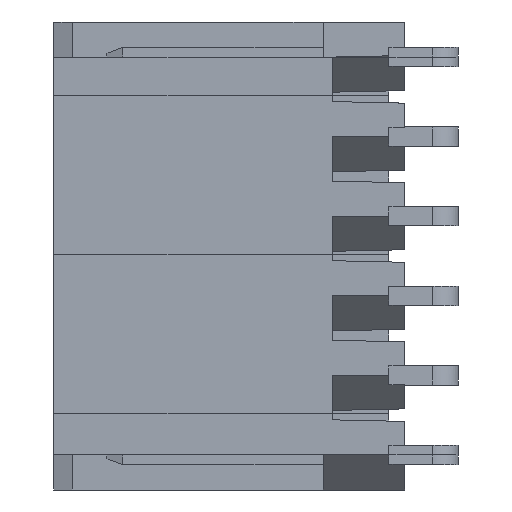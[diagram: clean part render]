
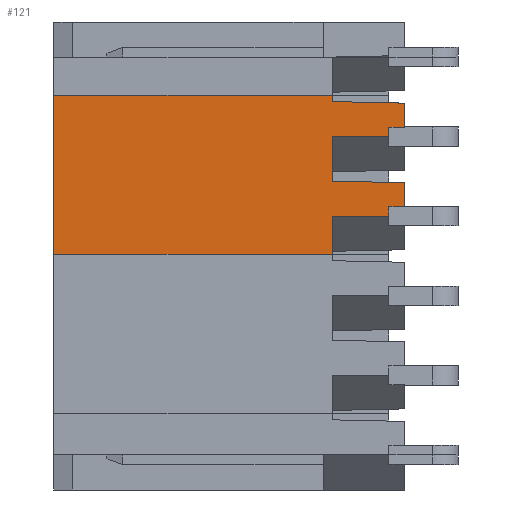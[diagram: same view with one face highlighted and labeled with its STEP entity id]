
A CAD part, left-side view. The second image highlights one B-rep face of the part: STEP entity #121.
In plain terms, the highlighted planar face has unit normal (-1, 0, 0).
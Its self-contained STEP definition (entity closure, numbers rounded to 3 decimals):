
#121=ADVANCED_FACE('',(#504),#6118,.T.);
#504=FACE_OUTER_BOUND('',#889,.T.);
#889=EDGE_LOOP('',(#1676,#1677,#1678,#1679,#1680,#1681,#1682,#1683,#1684,
#1685,#1686,#1687,#1688,#1689,#1690,#1691));
#1676=ORIENTED_EDGE('',*,*,#3569,.T.);
#1677=ORIENTED_EDGE('',*,*,#3339,.T.);
#1678=ORIENTED_EDGE('',*,*,#3296,.T.);
#1679=ORIENTED_EDGE('',*,*,#3340,.T.);
#1680=ORIENTED_EDGE('',*,*,#3341,.T.);
#1681=ORIENTED_EDGE('',*,*,#3454,.T.);
#1682=ORIENTED_EDGE('',*,*,#3342,.T.);
#1683=ORIENTED_EDGE('',*,*,#3343,.T.);
#1684=ORIENTED_EDGE('',*,*,#3318,.T.);
#1685=ORIENTED_EDGE('',*,*,#3344,.T.);
#1686=ORIENTED_EDGE('',*,*,#3345,.T.);
#1687=ORIENTED_EDGE('',*,*,#3352,.T.);
#1688=ORIENTED_EDGE('',*,*,#3346,.T.);
#1689=ORIENTED_EDGE('',*,*,#3534,.F.);
#1690=ORIENTED_EDGE('',*,*,#3568,.T.);
#1691=ORIENTED_EDGE('',*,*,#3535,.F.);
#3296=EDGE_CURVE('',#5381,#5380,#4374,.T.);
#3318=EDGE_CURVE('',#5372,#5400,#4396,.T.);
#3339=EDGE_CURVE('',#5419,#5381,#4417,.T.);
#3340=EDGE_CURVE('',#5380,#5420,#4418,.T.);
#3341=EDGE_CURVE('',#5420,#5421,#4419,.T.);
#3342=EDGE_CURVE('',#5422,#5423,#4420,.T.);
#3343=EDGE_CURVE('',#5423,#5372,#4421,.T.);
#3344=EDGE_CURVE('',#5400,#5424,#4422,.T.);
#3345=EDGE_CURVE('',#5424,#5425,#4423,.T.);
#3346=EDGE_CURVE('',#5426,#5528,#4424,.T.);
#3352=EDGE_CURVE('',#5425,#5426,#4430,.T.);
#3454=EDGE_CURVE('',#5421,#5422,#4528,.T.);
#3534=EDGE_CURVE('',#5527,#5528,#4604,.T.);
#3535=EDGE_CURVE('',#5529,#5530,#4605,.T.);
#3568=EDGE_CURVE('',#5527,#5530,#4636,.T.);
#3569=EDGE_CURVE('',#5529,#5419,#4637,.T.);
#4374=B_SPLINE_CURVE_WITH_KNOTS('',1,(#8318,#8319),.UNSPECIFIED.,.F.,.F.,
(2,2),(-0.3,0.),.UNSPECIFIED.);
#4396=B_SPLINE_CURVE_WITH_KNOTS('',1,(#8362,#8363),.UNSPECIFIED.,.F.,.F.,
(2,2),(-0.3,0.),.UNSPECIFIED.);
#4417=B_SPLINE_CURVE_WITH_KNOTS('',1,(#8404,#8405),.UNSPECIFIED.,.F.,.F.,
(2,2),(0.,1.8),.UNSPECIFIED.);
#4418=B_SPLINE_CURVE_WITH_KNOTS('',1,(#8406,#8407),.UNSPECIFIED.,.F.,.F.,
(2,2),(-0.5,0.),.UNSPECIFIED.);
#4419=B_SPLINE_CURVE_WITH_KNOTS('',1,(#8408,#8409),.UNSPECIFIED.,.F.,.F.,
(2,2),(0.,0.77),.UNSPECIFIED.);
#4420=B_SPLINE_CURVE_WITH_KNOTS('',1,(#8410,#8411),.UNSPECIFIED.,.F.,.F.,
(2,2),(-1.42,0.),.UNSPECIFIED.);
#4421=B_SPLINE_CURVE_WITH_KNOTS('',1,(#8412,#8413),.UNSPECIFIED.,.F.,.F.,
(2,2),(0.,1.8),.UNSPECIFIED.);
#4422=B_SPLINE_CURVE_WITH_KNOTS('',1,(#8414,#8415),.UNSPECIFIED.,.F.,.F.,
(2,2),(-0.5,0.),.UNSPECIFIED.);
#4423=B_SPLINE_CURVE_WITH_KNOTS('',1,(#8416,#8417),.UNSPECIFIED.,.F.,.F.,
(2,2),(0.,0.77),.UNSPECIFIED.);
#4424=B_SPLINE_CURVE_WITH_KNOTS('',1,(#8418,#8419),.UNSPECIFIED.,.F.,.F.,
(2,2),(-1.42,-1.22),.UNSPECIFIED.);
#4430=B_SPLINE_CURVE_WITH_KNOTS('',1,(#8430,#8431),.UNSPECIFIED.,.F.,.F.,
(2,2),(-2.301,0.),.UNSPECIFIED.);
#4528=B_SPLINE_CURVE_WITH_KNOTS('',1,(#8638,#8639),.UNSPECIFIED.,.F.,.F.,
(2,2),(-2.301,0.),.UNSPECIFIED.);
#4604=B_SPLINE_CURVE_WITH_KNOTS('',1,(#8802,#8803),.UNSPECIFIED.,.F.,.F.,
(2,2),(-11.2,-2.3),.UNSPECIFIED.);
#4605=B_SPLINE_CURVE_WITH_KNOTS('',1,(#8804,#8805),.UNSPECIFIED.,.F.,.F.,
(2,2),(2.3,11.2),.UNSPECIFIED.);
#4636=B_SPLINE_CURVE_WITH_KNOTS('',1,(#8872,#8873),.UNSPECIFIED.,.F.,.F.,
(2,2),(-6.4,-1.32),.UNSPECIFIED.);
#4637=B_SPLINE_CURVE_WITH_KNOTS('',1,(#8874,#8875),.UNSPECIFIED.,.F.,.F.,
(2,2),(-1.22,0.),.UNSPECIFIED.);
#5372=VERTEX_POINT('',#7752);
#5380=VERTEX_POINT('',#7760);
#5381=VERTEX_POINT('',#7761);
#5400=VERTEX_POINT('',#7780);
#5419=VERTEX_POINT('',#7799);
#5420=VERTEX_POINT('',#7800);
#5421=VERTEX_POINT('',#7801);
#5422=VERTEX_POINT('',#7802);
#5423=VERTEX_POINT('',#7803);
#5424=VERTEX_POINT('',#7804);
#5425=VERTEX_POINT('',#7805);
#5426=VERTEX_POINT('',#7806);
#5527=VERTEX_POINT('',#7907);
#5528=VERTEX_POINT('',#7908);
#5529=VERTEX_POINT('',#7909);
#5530=VERTEX_POINT('',#7910);
#6118=PLANE('',#6501);
#6501=AXIS2_PLACEMENT_3D('',#7305,#6867,$);
#6867=DIRECTION('',(-1.,0.,0.));
#7305=CARTESIAN_POINT('',(-5.,12.38,-3.062));
#7752=CARTESIAN_POINT('',(-5.,0.5,2.84));
#7760=CARTESIAN_POINT('',(-5.,0.5,0.6));
#7761=CARTESIAN_POINT('',(-5.,0.5,0.3));
#7780=CARTESIAN_POINT('',(-5.,0.5,3.14));
#7799=CARTESIAN_POINT('',(-5.,2.3,0.3));
#7800=CARTESIAN_POINT('',(-5.,0.,0.6));
#7801=CARTESIAN_POINT('',(-5.,0.,1.37));
#7802=CARTESIAN_POINT('',(-5.,2.3,1.42));
#7803=CARTESIAN_POINT('',(-5.,2.3,2.84));
#7804=CARTESIAN_POINT('',(-5.,0.,3.14));
#7805=CARTESIAN_POINT('',(-5.,0.,3.91));
#7806=CARTESIAN_POINT('',(-5.,2.3,3.96));
#7907=CARTESIAN_POINT('',(-5.,11.2,4.16));
#7908=CARTESIAN_POINT('',(-5.,2.3,4.16));
#7909=CARTESIAN_POINT('',(-5.,2.3,-0.92));
#7910=CARTESIAN_POINT('',(-5.,11.2,-0.92));
#8318=CARTESIAN_POINT('',(-5.,0.5,0.3));
#8319=CARTESIAN_POINT('',(-5.,0.5,0.6));
#8362=CARTESIAN_POINT('',(-5.,0.5,2.84));
#8363=CARTESIAN_POINT('',(-5.,0.5,3.14));
#8404=CARTESIAN_POINT('',(-5.,2.3,0.3));
#8405=CARTESIAN_POINT('',(-5.,0.5,0.3));
#8406=CARTESIAN_POINT('',(-5.,0.5,0.6));
#8407=CARTESIAN_POINT('',(-5.,0.,0.6));
#8408=CARTESIAN_POINT('',(-5.,0.,0.6));
#8409=CARTESIAN_POINT('',(-5.,0.,1.37));
#8410=CARTESIAN_POINT('',(-5.,2.3,1.42));
#8411=CARTESIAN_POINT('',(-5.,2.3,2.84));
#8412=CARTESIAN_POINT('',(-5.,2.3,2.84));
#8413=CARTESIAN_POINT('',(-5.,0.5,2.84));
#8414=CARTESIAN_POINT('',(-5.,0.5,3.14));
#8415=CARTESIAN_POINT('',(-5.,0.,3.14));
#8416=CARTESIAN_POINT('',(-5.,0.,3.14));
#8417=CARTESIAN_POINT('',(-5.,0.,3.91));
#8418=CARTESIAN_POINT('',(-5.,2.3,3.96));
#8419=CARTESIAN_POINT('',(-5.,2.3,4.16));
#8430=CARTESIAN_POINT('',(-5.,0.,3.91));
#8431=CARTESIAN_POINT('',(-5.,2.3,3.96));
#8638=CARTESIAN_POINT('',(-5.,0.,1.37));
#8639=CARTESIAN_POINT('',(-5.,2.3,1.42));
#8802=CARTESIAN_POINT('',(-5.,11.2,4.16));
#8803=CARTESIAN_POINT('',(-5.,2.3,4.16));
#8804=CARTESIAN_POINT('',(-5.,2.3,-0.92));
#8805=CARTESIAN_POINT('',(-5.,11.2,-0.92));
#8872=CARTESIAN_POINT('',(-5.,11.2,4.16));
#8873=CARTESIAN_POINT('',(-5.,11.2,-0.92));
#8874=CARTESIAN_POINT('',(-5.,2.3,-0.92));
#8875=CARTESIAN_POINT('',(-5.,2.3,0.3));
